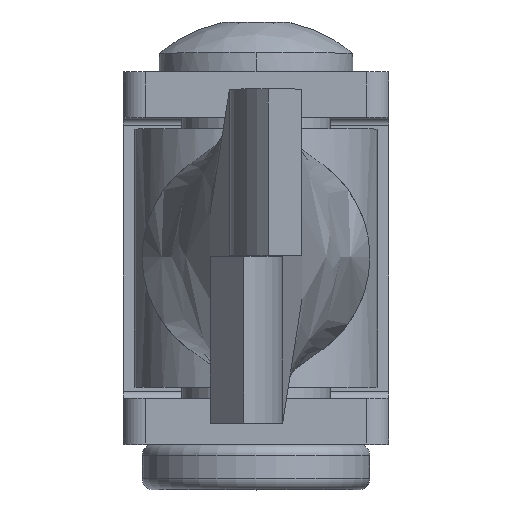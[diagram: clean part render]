
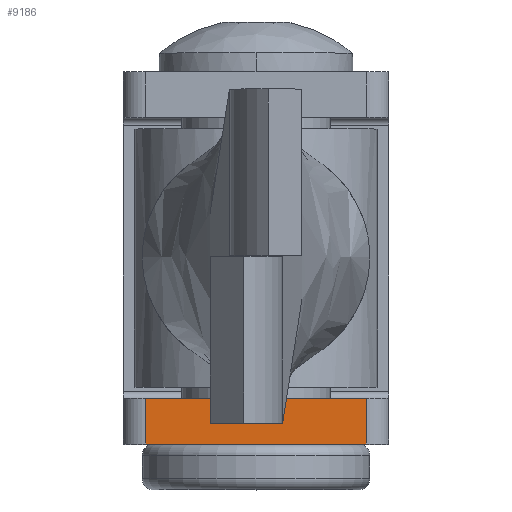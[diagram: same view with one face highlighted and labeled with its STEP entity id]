
A CAD part, top view. The second image highlights one B-rep face of the part: STEP entity #9186.
In plain terms, the highlighted planar face has unit normal (0, 0, 1).
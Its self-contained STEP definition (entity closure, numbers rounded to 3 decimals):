
#509 = LINE ( 'NONE', #7508, #11824 ) ;
#1079 = ORIENTED_EDGE ( 'NONE', *, *, #3895, .F. ) ;
#1208 = DIRECTION ( 'NONE',  ( 0., 0., -1. ) ) ;
#1648 = VECTOR ( 'NONE', #15152, 1000. ) ;
#2998 = LINE ( 'NONE', #6462, #19199 ) ;
#3116 = DIRECTION ( 'NONE',  ( 0., 1., 0. ) ) ;
#3895 = EDGE_CURVE ( 'NONE', #16877, #15503, #23875, .T. ) ;
#6462 = CARTESIAN_POINT ( 'NONE',  ( 14.5, -18.5, 19. ) ) ;
#6498 = VERTEX_POINT ( 'NONE', #14313 ) ;
#7508 = CARTESIAN_POINT ( 'NONE',  ( 17.5, -18.5, 19. ) ) ;
#7704 = DIRECTION ( 'NONE',  ( 0., -1., 0. ) ) ;
#8738 = ORIENTED_EDGE ( 'NONE', *, *, #9076, .T. ) ;
#9076 = EDGE_CURVE ( 'NONE', #16877, #14907, #2998, .T. ) ;
#9186 = ADVANCED_FACE ( 'NONE', ( #19814 ), #12660, .F. ) ;
#10031 = VECTOR ( 'NONE', #7704, 1000. ) ;
#11548 = EDGE_CURVE ( 'NONE', #14907, #6498, #509, .T. ) ;
#11600 = ORIENTED_EDGE ( 'NONE', *, *, #11548, .T. ) ;
#11824 = VECTOR ( 'NONE', #21459, 1000. ) ;
#12660 = PLANE ( 'NONE',  #12738 ) ;
#12738 = AXIS2_PLACEMENT_3D ( 'NONE', #16601, #1208, #3116 ) ;
#13230 = CARTESIAN_POINT ( 'NONE',  ( -14.5, -18.5, 19. ) ) ;
#14313 = CARTESIAN_POINT ( 'NONE',  ( -14.5, -18.5, 19. ) ) ;
#14858 = LINE ( 'NONE', #13230, #10031 ) ;
#14891 = EDGE_LOOP ( 'NONE', ( #11600, #20527, #1079, #8738 ) ) ;
#14907 = VERTEX_POINT ( 'NONE', #23880 ) ;
#15046 = CARTESIAN_POINT ( 'NONE',  ( 14.5, -24.5, 19. ) ) ;
#15152 = DIRECTION ( 'NONE',  ( -1., 0., 0. ) ) ;
#15503 = VERTEX_POINT ( 'NONE', #19729 ) ;
#16601 = CARTESIAN_POINT ( 'NONE',  ( 17.5, -18.5, 19. ) ) ;
#16877 = VERTEX_POINT ( 'NONE', #15046 ) ;
#18931 = CARTESIAN_POINT ( 'NONE',  ( 17.5, -24.5, 19. ) ) ;
#19199 = VECTOR ( 'NONE', #19910, 1000. ) ;
#19729 = CARTESIAN_POINT ( 'NONE',  ( -14.5, -24.5, 19. ) ) ;
#19814 = FACE_OUTER_BOUND ( 'NONE', #14891, .T. ) ;
#19910 = DIRECTION ( 'NONE',  ( 0., 1., 0. ) ) ;
#20527 = ORIENTED_EDGE ( 'NONE', *, *, #22399, .T. ) ;
#21459 = DIRECTION ( 'NONE',  ( -1., 0., 0. ) ) ;
#22399 = EDGE_CURVE ( 'NONE', #6498, #15503, #14858, .T. ) ;
#23875 = LINE ( 'NONE', #18931, #1648 ) ;
#23880 = CARTESIAN_POINT ( 'NONE',  ( 14.5, -18.5, 19. ) ) ;
